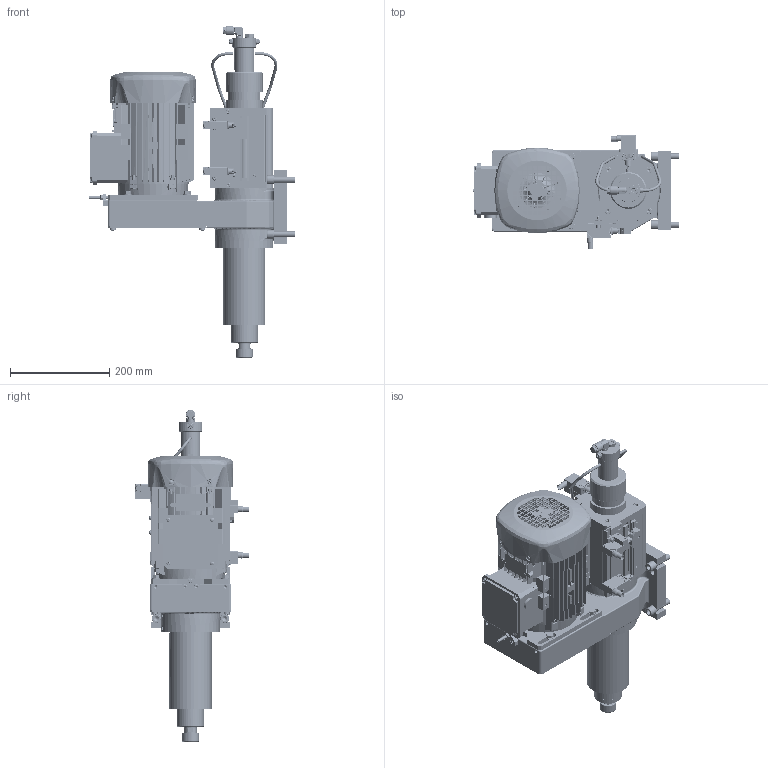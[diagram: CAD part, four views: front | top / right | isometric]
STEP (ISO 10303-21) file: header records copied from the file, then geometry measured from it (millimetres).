
FILE_DESCRIPTION(/* description */ ('Unknown'),/* implementation_level */ '2;1');
FILE_NAME(/* name */ 'CR.14',/* time_stamp */ '2024-11-20T11:52:26+01:00',/* author */ ('Unknown'),/* organization */ ('Unknown'),/* preprocessor_version */ 'ST-DEVELOPER v19.4',/* originating_system */ 'Solid Edge',/* authorisation */ 'Unknown');
FILE_SCHEMA (('AUTOMOTIVE_DESIGN {1 0 10303 214 3 1 1}'));
Products named in the file (1): CR.14
Bounding box: 417 x 228.4 x 668.85 mm (x, y, z)
Volume: 1526834.8 mm3; surface area: 1309817.8 mm2
Topology: 1 solids, 209 shells, 4795 faces, 14425 edges, 9718 vertices
Faces by surface type: plane 2442, cylinder 1471, cone 393, torus 221, bspline 210, sphere 58
Full cylindrical faces by diameter (mm): 2.5 x12, 3 x4, 3.242 x4, 3.6 x4, 3.666 x1, 3.7 x4, 3.709 x1, 4 x10, 4.2 x8, 4.25 x1, 4.6 x2, 4.65 x12, 5 x4, 5.5 x16, 5.8 x4, 6 x21, 6.647 x10, 7 x12, 8 x24, 8.15 x12, 8.5 x9, 9.4 x1, 9.85 x3, 10 x9, 10.5 x3, 10.7 x3, 11 x1, 11.6 x3, 12 x11, 12.65 x3
Entity records: 197179 total; most frequent: CARTESIAN_POINT 47491, DIRECTION 24875, ORIENTED_EDGE 24799, EDGE_CURVE 13650, VERTEX_POINT 9559, AXIS2_PLACEMENT_3D 9007, LINE 6861, VECTOR 6861
